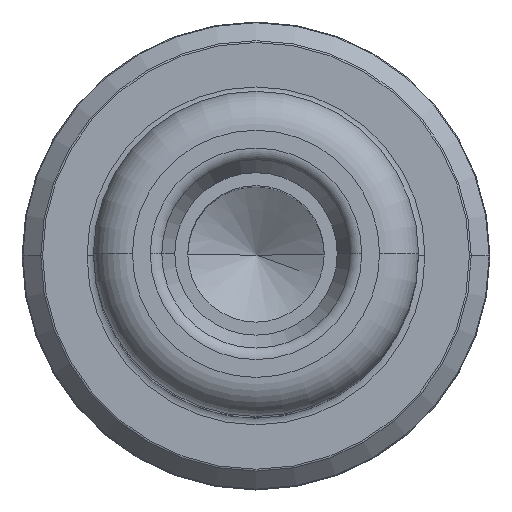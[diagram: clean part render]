
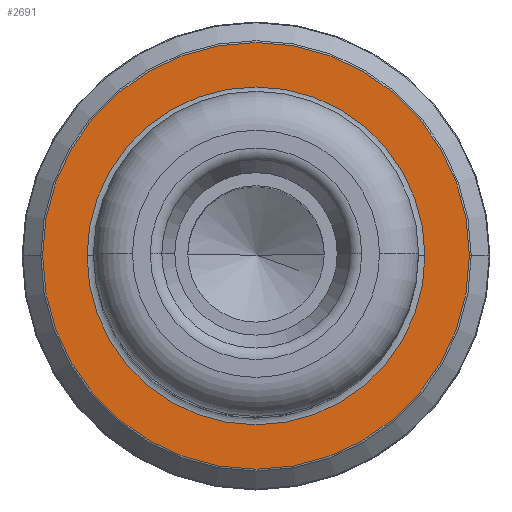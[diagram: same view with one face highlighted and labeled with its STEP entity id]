
A CAD part, top view. The second image highlights one B-rep face of the part: STEP entity #2691.
In plain terms, the highlighted planar face has unit normal (0, 0, 1).
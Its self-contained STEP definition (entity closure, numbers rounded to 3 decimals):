
#124 = AXIS2_PLACEMENT_3D ( 'NONE', #2205, #2781, #2226 ) ;
#166 = VERTEX_POINT ( 'NONE', #2555 ) ;
#226 = ORIENTED_EDGE ( 'NONE', *, *, #2387, .T. ) ;
#253 = CARTESIAN_POINT ( 'NONE',  ( -13., 0., 26. ) ) ;
#335 = ORIENTED_EDGE ( 'NONE', *, *, #908, .T. ) ;
#366 = CIRCLE ( 'NONE', #124, 16.417 ) ;
#381 = CARTESIAN_POINT ( 'NONE',  ( 16.417, 0., 26. ) ) ;
#432 = DIRECTION ( 'NONE',  ( -1., 0., 0. ) ) ;
#510 = AXIS2_PLACEMENT_3D ( 'NONE', #3431, #934, #1844 ) ;
#770 = AXIS2_PLACEMENT_3D ( 'NONE', #2063, #1999, #432 ) ;
#779 = VERTEX_POINT ( 'NONE', #253 ) ;
#908 = EDGE_CURVE ( 'NONE', #2106, #166, #3507, .T. ) ;
#934 = DIRECTION ( 'NONE',  ( 0., 0., 1. ) ) ;
#1268 = PLANE ( 'NONE',  #510 ) ;
#1393 = EDGE_CURVE ( 'NONE', #166, #2106, #366, .T. ) ;
#1433 = AXIS2_PLACEMENT_3D ( 'NONE', #3514, #2542, #1642 ) ;
#1482 = ORIENTED_EDGE ( 'NONE', *, *, #3850, .T. ) ;
#1569 = AXIS2_PLACEMENT_3D ( 'NONE', #3884, #1693, #2652 ) ;
#1642 = DIRECTION ( 'NONE',  ( -1., 0., 0. ) ) ;
#1693 = DIRECTION ( 'NONE',  ( 0., 0., 1. ) ) ;
#1844 = DIRECTION ( 'NONE',  ( 1., 0., 0. ) ) ;
#1999 = DIRECTION ( 'NONE',  ( 0., 0., -1. ) ) ;
#2063 = CARTESIAN_POINT ( 'NONE',  ( 0., 0., 26. ) ) ;
#2084 = CIRCLE ( 'NONE', #1433, 13. ) ;
#2106 = VERTEX_POINT ( 'NONE', #381 ) ;
#2182 = EDGE_LOOP ( 'NONE', ( #335, #3201 ) ) ;
#2205 = CARTESIAN_POINT ( 'NONE',  ( 0., 0., 26. ) ) ;
#2226 = DIRECTION ( 'NONE',  ( 1., 0., 0. ) ) ;
#2261 = CIRCLE ( 'NONE', #770, 13. ) ;
#2387 = EDGE_CURVE ( 'NONE', #779, #3500, #2084, .T. ) ;
#2494 = EDGE_LOOP ( 'NONE', ( #226, #1482 ) ) ;
#2542 = DIRECTION ( 'NONE',  ( 0., 0., -1. ) ) ;
#2555 = CARTESIAN_POINT ( 'NONE',  ( -16.417, 0., 26. ) ) ;
#2652 = DIRECTION ( 'NONE',  ( 1., 0., 0. ) ) ;
#2691 = ADVANCED_FACE ( 'NONE', ( #2757, #3104 ), #1268, .T. ) ;
#2757 = FACE_BOUND ( 'NONE', #2494, .T. ) ;
#2781 = DIRECTION ( 'NONE',  ( 0., 0., 1. ) ) ;
#3104 = FACE_OUTER_BOUND ( 'NONE', #2182, .T. ) ;
#3201 = ORIENTED_EDGE ( 'NONE', *, *, #1393, .T. ) ;
#3431 = CARTESIAN_POINT ( 'NONE',  ( 0., 0., 26. ) ) ;
#3500 = VERTEX_POINT ( 'NONE', #3751 ) ;
#3507 = CIRCLE ( 'NONE', #1569, 16.417 ) ;
#3514 = CARTESIAN_POINT ( 'NONE',  ( 0., 0., 26. ) ) ;
#3751 = CARTESIAN_POINT ( 'NONE',  ( 13., 0., 26. ) ) ;
#3850 = EDGE_CURVE ( 'NONE', #3500, #779, #2261, .T. ) ;
#3884 = CARTESIAN_POINT ( 'NONE',  ( 0., 0., 26. ) ) ;
